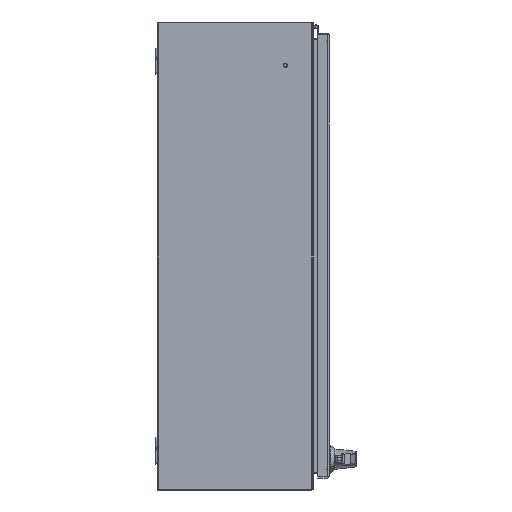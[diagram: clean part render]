
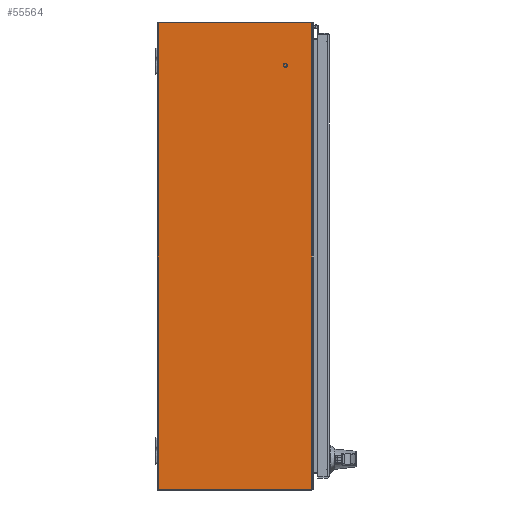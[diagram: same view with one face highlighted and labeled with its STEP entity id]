
A CAD part, front view. The second image highlights one B-rep face of the part: STEP entity #55564.
In plain terms, the highlighted face is planar.
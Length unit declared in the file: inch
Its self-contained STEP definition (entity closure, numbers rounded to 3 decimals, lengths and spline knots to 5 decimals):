
#3972 = DIRECTION ( 'NONE',  ( 0., -1., 0. ) ) ;
#6706 = ORIENTED_EDGE ( 'NONE', *, *, #39073, .T. ) ;
#10233 = EDGE_CURVE ( 'NONE', #70640, #68099, #41588, .T. ) ;
#10689 = LINE ( 'NONE', #99874, #53067 ) ;
#11829 = VERTEX_POINT ( 'NONE', #108917 ) ;
#11991 = CARTESIAN_POINT ( 'NONE',  ( -17.928, -0.108, -24. ) ) ;
#21164 = VECTOR ( 'NONE', #84492, 39.37008 ) ;
#33378 = CARTESIAN_POINT ( 'NONE',  ( 17.928, -0.072, -24. ) ) ;
#34125 = DIRECTION ( 'NONE',  ( 0., -1., 0. ) ) ;
#35220 = CARTESIAN_POINT ( 'NONE',  ( -17.928, -11.892, -24. ) ) ;
#38806 = PLANE ( 'NONE',  #110032 ) ;
#39073 = EDGE_CURVE ( 'NONE', #11829, #74321, #10689, .T. ) ;
#40065 = EDGE_CURVE ( 'NONE', #70640, #74321, #40428, .T. ) ;
#40428 = LINE ( 'NONE', #94086, #21164 ) ;
#41588 = LINE ( 'NONE', #33378, #89482 ) ;
#46663 = FACE_OUTER_BOUND ( 'NONE', #83312, .T. ) ;
#46988 = ORIENTED_EDGE ( 'NONE', *, *, #10233, .T. ) ;
#47370 = DIRECTION ( 'NONE',  ( 0., 1., 0. ) ) ;
#47978 = CARTESIAN_POINT ( 'NONE',  ( -17.928, 0., -24. ) ) ;
#53067 = VECTOR ( 'NONE', #47370, 39.37008 ) ;
#55564 = ADVANCED_FACE ( 'NONE', ( #46663 ), #38806, .F. ) ;
#60894 = LINE ( 'NONE', #35220, #109063 ) ;
#62368 = CARTESIAN_POINT ( 'NONE',  ( 17.928, -11.892, -24. ) ) ;
#66726 = ORIENTED_EDGE ( 'NONE', *, *, #74690, .F. ) ;
#68099 = VERTEX_POINT ( 'NONE', #62368 ) ;
#70640 = VERTEX_POINT ( 'NONE', #81201 ) ;
#74321 = VERTEX_POINT ( 'NONE', #11991 ) ;
#74690 = EDGE_CURVE ( 'NONE', #11829, #68099, #60894, .T. ) ;
#81201 = CARTESIAN_POINT ( 'NONE',  ( 17.928, -0.108, -24. ) ) ;
#83312 = EDGE_LOOP ( 'NONE', ( #66726, #6706, #95536, #46988 ) ) ;
#83543 = DIRECTION ( 'NONE',  ( 0., 0., 1. ) ) ;
#84492 = DIRECTION ( 'NONE',  ( -1., 0., 0. ) ) ;
#89482 = VECTOR ( 'NONE', #34125, 39.37008 ) ;
#94086 = CARTESIAN_POINT ( 'NONE',  ( 17.928, -0.108, -24. ) ) ;
#95536 = ORIENTED_EDGE ( 'NONE', *, *, #40065, .F. ) ;
#97672 = DIRECTION ( 'NONE',  ( 1., 0., 0. ) ) ;
#99874 = CARTESIAN_POINT ( 'NONE',  ( -17.928, -0.072, -24. ) ) ;
#108917 = CARTESIAN_POINT ( 'NONE',  ( -17.928, -11.892, -24. ) ) ;
#109063 = VECTOR ( 'NONE', #97672, 39.37008 ) ;
#110032 = AXIS2_PLACEMENT_3D ( 'NONE', #47978, #83543, #3972 ) ;
